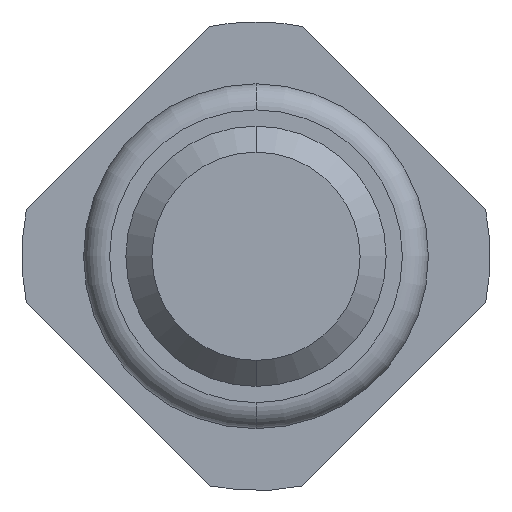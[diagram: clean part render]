
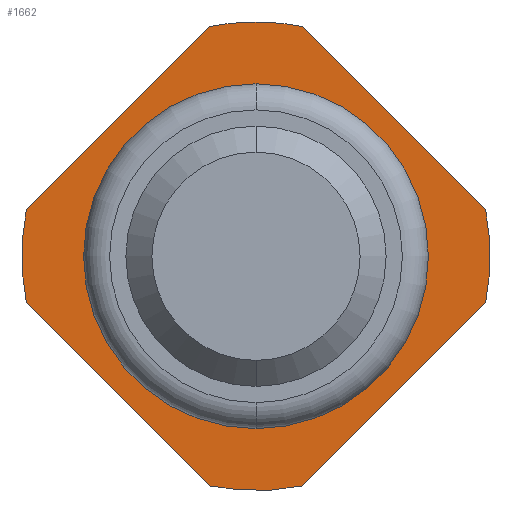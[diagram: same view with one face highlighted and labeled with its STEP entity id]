
A CAD part, front view. The second image highlights one B-rep face of the part: STEP entity #1662.
In plain terms, the highlighted planar face has unit normal (0, -1, 0).
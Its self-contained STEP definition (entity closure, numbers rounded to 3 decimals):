
#25 = EDGE_LOOP ( 'NONE', ( #1257, #2991, #2688, #1231, #3693, #121, #2781, #3706, #1962 ) ) ;
#37 = EDGE_CURVE ( 'Defeature ausgef�hrt2_2+Defeature ausgef�hrt2_0+Defeature ausgef�hrt2_17+Defeature ausgef�hrt2_18', #2548, #2817, #3445, .T. ) ;
#39 = DIRECTION ( 'NONE',  ( 0., 0., 1. ) ) ;
#54 = CARTESIAN_POINT ( 'NONE',  ( 0., -2., 0. ) ) ;
#74 = AXIS2_PLACEMENT_3D ( 'NONE', #54, #1505, #1200 ) ;
#121 = ORIENTED_EDGE ( 'NONE', *, *, #1720, .F. ) ;
#227 = ORIENTED_EDGE ( 'NONE', *, *, #748, .T. ) ;
#285 = CARTESIAN_POINT ( 'NONE',  ( 0., -2., 0. ) ) ;
#308 = CIRCLE ( 'NONE', #427, 1.8 ) ;
#389 = CARTESIAN_POINT ( 'NONE',  ( 1.764, -2., 0.357 ) ) ;
#427 = AXIS2_PLACEMENT_3D ( 'NONE', #2819, #2860, #39 ) ;
#435 = EDGE_CURVE ( 'Defeature ausgef�hrt2_2+Defeature ausgef�hrt2_0+Defeature ausgef�hrt2_17+Defeature ausgef�hrt2_18', #571, #2548, #3627, .T. ) ;
#437 = VERTEX_POINT ( 'NONE', #2083 ) ;
#475 = EDGE_CURVE ( 'Defeature ausgef�hrt2_18+Defeature ausgef�hrt2_0+Defeature ausgef�hrt2_2+Defeature ausgef�hrt2_1', #2817, #1622, #1453, .T. ) ;
#571 = VERTEX_POINT ( 'NONE', #3346 ) ;
#586 = DIRECTION ( 'NONE',  ( 0., 0., 1. ) ) ;
#664 = AXIS2_PLACEMENT_3D ( 'NONE', #1095, #2549, #2247 ) ;
#665 = AXIS2_PLACEMENT_3D ( 'NONE', #1082, #3399, #1162 ) ;
#748 = EDGE_CURVE ( 'Defeature ausgef�hrt2_0+Defeature ausgef�hrt2_12+Defeature ausgef�hrt2_12+Defeature ausgef�hrt2_12', #1226, #2692, #2897, .T. ) ;
#999 = DIRECTION ( 'NONE',  ( 0., 1., 0. ) ) ;
#1040 = VECTOR ( 'NONE', #2237, 1000. ) ;
#1082 = CARTESIAN_POINT ( 'NONE',  ( 0., -2., 0. ) ) ;
#1095 = CARTESIAN_POINT ( 'NONE',  ( 0., -2., 0. ) ) ;
#1122 = VERTEX_POINT ( 'NONE', #2028 ) ;
#1137 = EDGE_CURVE ( 'Defeature ausgef�hrt2_15+Defeature ausgef�hrt2_0+Defeature ausgef�hrt2_1+Defeature ausgef�hrt2_4', #2733, #2883, #1456, .T. ) ;
#1162 = DIRECTION ( 'NONE',  ( 0., 0., 1. ) ) ;
#1188 = DIRECTION ( 'NONE',  ( -0.707, 0., -0.707 ) ) ;
#1200 = DIRECTION ( 'NONE',  ( 0., 0., 1. ) ) ;
#1223 = CIRCLE ( 'NONE', #3579, 1.325 ) ;
#1226 = VERTEX_POINT ( 'NONE', #3309 ) ;
#1231 = ORIENTED_EDGE ( 'NONE', *, *, #1783, .F. ) ;
#1257 = ORIENTED_EDGE ( 'NONE', *, *, #475, .F. ) ;
#1300 = FACE_OUTER_BOUND ( 'NONE', #25, .T. ) ;
#1439 = DIRECTION ( 'NONE',  ( 0., 1., 0. ) ) ;
#1441 = EDGE_CURVE ( 'Defeature ausgef�hrt2_1+Defeature ausgef�hrt2_0+Defeature ausgef�hrt2_18+Defeature ausgef�hrt2_15', #1622, #2733, #308, .T. ) ;
#1453 = LINE ( 'NONE', #2603, #2651 ) ;
#1456 = LINE ( 'NONE', #2905, #2836 ) ;
#1475 = DIRECTION ( 'NONE',  ( 0.707, 0., -0.707 ) ) ;
#1505 = DIRECTION ( 'NONE',  ( 0., 1., 0. ) ) ;
#1622 = VERTEX_POINT ( 'NONE', #389 ) ;
#1662 = ADVANCED_FACE ( 'Defeature ausgef�hrt2_0', ( #3290, #1300 ), #1890, .F. ) ;
#1690 = AXIS2_PLACEMENT_3D ( 'NONE', #1797, #2921, #2318 ) ;
#1720 = EDGE_CURVE ( 'Defeature ausgef�hrt2_16+Defeature ausgef�hrt2_0+Defeature ausgef�hrt2_4+Defeature ausgef�hrt2_3', #2927, #437, #2974, .T. ) ;
#1783 = EDGE_CURVE ( 'Defeature ausgef�hrt2_17+Defeature ausgef�hrt2_0+Defeature ausgef�hrt2_3+Defeature ausgef�hrt2_2', #1122, #571, #2505, .T. ) ;
#1797 = CARTESIAN_POINT ( 'NONE',  ( 0., -2., 0. ) ) ;
#1850 = CARTESIAN_POINT ( 'NONE',  ( 0.357, -2., 1.764 ) ) ;
#1887 = CARTESIAN_POINT ( 'NONE',  ( 0.357, -2., -1.764 ) ) ;
#1890 = PLANE ( 'NONE',  #3021 ) ;
#1933 = EDGE_CURVE ( 'Defeature ausgef�hrt2_3+Defeature ausgef�hrt2_0+Defeature ausgef�hrt2_16+Defeature ausgef�hrt2_17', #437, #1122, #3516, .T. ) ;
#1962 = ORIENTED_EDGE ( 'NONE', *, *, #1441, .F. ) ;
#1981 = EDGE_LOOP ( 'NONE', ( #227, #2415 ) ) ;
#2008 = CARTESIAN_POINT ( 'NONE',  ( 0., -2., -1.325 ) ) ;
#2028 = CARTESIAN_POINT ( 'NONE',  ( -1.764, -2., 0.357 ) ) ;
#2083 = CARTESIAN_POINT ( 'NONE',  ( -1.764, -2., -0.357 ) ) ;
#2089 = DIRECTION ( 'NONE',  ( 0., 1., 0. ) ) ;
#2186 = CARTESIAN_POINT ( 'NONE',  ( -0.161, -2., -1.961 ) ) ;
#2237 = DIRECTION ( 'NONE',  ( 0.707, 0., 0.707 ) ) ;
#2247 = DIRECTION ( 'NONE',  ( 0., 0., 1. ) ) ;
#2318 = DIRECTION ( 'NONE',  ( 0., 0., 1. ) ) ;
#2415 = ORIENTED_EDGE ( 'NONE', *, *, #2533, .T. ) ;
#2505 = LINE ( 'NONE', #3378, #1040 ) ;
#2533 = EDGE_CURVE ( 'Defeature ausgef�hrt2_0+Defeature ausgef�hrt2_12+Defeature ausgef�hrt2_12+Defeature ausgef�hrt2_12', #2692, #1226, #1223, .T. ) ;
#2548 = VERTEX_POINT ( 'NONE', #3540 ) ;
#2549 = DIRECTION ( 'NONE',  ( 0., 1., 0. ) ) ;
#2603 = CARTESIAN_POINT ( 'NONE',  ( 1.961, -2., 0.161 ) ) ;
#2651 = VECTOR ( 'NONE', #1475, 1000. ) ;
#2688 = ORIENTED_EDGE ( 'NONE', *, *, #435, .F. ) ;
#2692 = VERTEX_POINT ( 'NONE', #2008 ) ;
#2733 = VERTEX_POINT ( 'NONE', #3134 ) ;
#2780 = VECTOR ( 'NONE', #2953, 1000. ) ;
#2781 = ORIENTED_EDGE ( 'NONE', *, *, #3653, .F. ) ;
#2817 = VERTEX_POINT ( 'NONE', #1850 ) ;
#2819 = CARTESIAN_POINT ( 'NONE',  ( 0., -2., 0. ) ) ;
#2836 = VECTOR ( 'NONE', #1188, 1000. ) ;
#2849 = CIRCLE ( 'NONE', #3343, 1.8 ) ;
#2860 = DIRECTION ( 'NONE',  ( 0., 1., 0. ) ) ;
#2883 = VERTEX_POINT ( 'NONE', #1887 ) ;
#2897 = CIRCLE ( 'NONE', #665, 1.325 ) ;
#2905 = CARTESIAN_POINT ( 'NONE',  ( 1.961, -2., -0.161 ) ) ;
#2921 = DIRECTION ( 'NONE',  ( 0., 1., 0. ) ) ;
#2927 = VERTEX_POINT ( 'NONE', #3145 ) ;
#2953 = DIRECTION ( 'NONE',  ( -0.707, 0., 0.707 ) ) ;
#2974 = LINE ( 'NONE', #2186, #2780 ) ;
#2984 = DIRECTION ( 'NONE',  ( 0., 0., 1. ) ) ;
#2991 = ORIENTED_EDGE ( 'NONE', *, *, #37, .F. ) ;
#3021 = AXIS2_PLACEMENT_3D ( 'NONE', #3623, #999, #3605 ) ;
#3134 = CARTESIAN_POINT ( 'NONE',  ( 1.764, -2., -0.357 ) ) ;
#3145 = CARTESIAN_POINT ( 'NONE',  ( -0.357, -2., -1.764 ) ) ;
#3290 = FACE_BOUND ( 'NONE', #1981, .T. ) ;
#3309 = CARTESIAN_POINT ( 'NONE',  ( 0., -2., 1.325 ) ) ;
#3343 = AXIS2_PLACEMENT_3D ( 'NONE', #285, #1439, #586 ) ;
#3346 = CARTESIAN_POINT ( 'NONE',  ( -0.357, -2., 1.764 ) ) ;
#3378 = CARTESIAN_POINT ( 'NONE',  ( -0.161, -2., 1.961 ) ) ;
#3399 = DIRECTION ( 'NONE',  ( 0., 1., 0. ) ) ;
#3445 = CIRCLE ( 'NONE', #664, 1.8 ) ;
#3516 = CIRCLE ( 'NONE', #74, 1.8 ) ;
#3540 = CARTESIAN_POINT ( 'NONE',  ( 0., -2., 1.8 ) ) ;
#3558 = CARTESIAN_POINT ( 'NONE',  ( 0., -2., 0. ) ) ;
#3579 = AXIS2_PLACEMENT_3D ( 'NONE', #3558, #2089, #2984 ) ;
#3605 = DIRECTION ( 'NONE',  ( 0., 0., 1. ) ) ;
#3623 = CARTESIAN_POINT ( 'NONE',  ( 1.8, -2., 0. ) ) ;
#3627 = CIRCLE ( 'NONE', #1690, 1.8 ) ;
#3653 = EDGE_CURVE ( 'Defeature ausgef�hrt2_4+Defeature ausgef�hrt2_0+Defeature ausgef�hrt2_15+Defeature ausgef�hrt2_16', #2883, #2927, #2849, .T. ) ;
#3693 = ORIENTED_EDGE ( 'NONE', *, *, #1933, .F. ) ;
#3706 = ORIENTED_EDGE ( 'NONE', *, *, #1137, .F. ) ;
